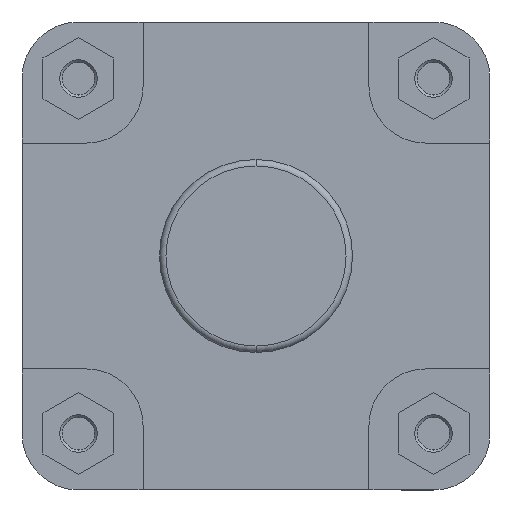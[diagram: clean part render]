
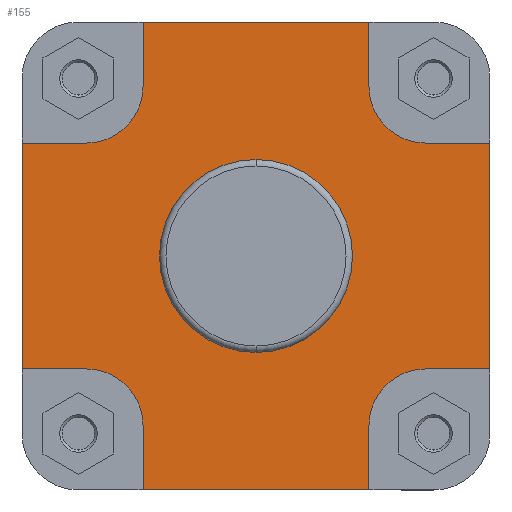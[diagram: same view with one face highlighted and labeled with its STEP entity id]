
A CAD part, left-side view. The second image highlights one B-rep face of the part: STEP entity #155.
In plain terms, the highlighted planar face has unit normal (-1, 0, 0).
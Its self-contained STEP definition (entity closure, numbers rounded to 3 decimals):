
#155 = ADVANCED_FACE ( 'NONE', ( #5505, #5510 ), #7105, .F. ) ;
#1211 = EDGE_CURVE ( 'NONE', #6168, #6161, #5827, .T. ) ;
#1412 = EDGE_CURVE ( 'NONE', #6161, #6168, #3775, .T. ) ;
#1480 = EDGE_CURVE ( 'NONE', #6138, #6145, #3890, .T. ) ;
#1500 = EDGE_CURVE ( 'NONE', #6145, #6109, #3919, .T. ) ;
#1509 = EDGE_CURVE ( 'NONE', #6109, #6116, #3927, .T. ) ;
#1557 = EDGE_CURVE ( 'NONE', #6128, #6115, #3991, .T. ) ;
#1565 = EDGE_CURVE ( 'NONE', #6118, #6116, #3990, .T. ) ;
#1589 = EDGE_CURVE ( 'NONE', #6138, #6115, #4049, .T. ) ;
#1591 = EDGE_CURVE ( 'NONE', #6124, #6129, #4053, .T. ) ;
#1592 = EDGE_CURVE ( 'NONE', #6129, #6119, #4025, .T. ) ;
#1609 = EDGE_CURVE ( 'NONE', #6146, #6135, #4072, .T. ) ;
#1610 = EDGE_CURVE ( 'NONE', #6120, #6146, #4084, .T. ) ;
#1611 = EDGE_CURVE ( 'NONE', #6140, #6120, #4088, .T. ) ;
#1636 = EDGE_CURVE ( 'NONE', #6119, #6136, #4132, .T. ) ;
#1637 = EDGE_CURVE ( 'NONE', #6136, #6128, #4135, .T. ) ;
#1639 = EDGE_CURVE ( 'NONE', #6118, #6141, #4134, .T. ) ;
#1640 = EDGE_CURVE ( 'NONE', #6135, #6124, #4140, .T. ) ;
#1641 = EDGE_CURVE ( 'NONE', #6141, #6140, #4142, .T. ) ;
#1823 = AXIS2_PLACEMENT_3D ( 'NONE', #7104, #7106, #7107 ) ;
#1943 = AXIS2_PLACEMENT_3D ( 'NONE', #2671, #2672, #2673 ) ;
#2012 = AXIS2_PLACEMENT_3D ( 'NONE', #3142, #3148, #3149 ) ;
#2038 = AXIS2_PLACEMENT_3D ( 'NONE', #3354, #3355, #3356 ) ;
#2091 = AXIS2_PLACEMENT_3D ( 'NONE', #4375, #4377, #4378 ) ;
#2096 = AXIS2_PLACEMENT_3D ( 'NONE', #4372, #4380, #4381 ) ;
#2097 = AXIS2_PLACEMENT_3D ( 'NONE', #4368, #4370, #4371 ) ;
#2166 = ORIENTED_EDGE ( 'NONE', *, *, #1557, .F. ) ;
#2171 = ORIENTED_EDGE ( 'NONE', *, *, #1611, .F. ) ;
#2188 = ORIENTED_EDGE ( 'NONE', *, *, #1640, .F. ) ;
#2207 = ORIENTED_EDGE ( 'NONE', *, *, #1637, .F. ) ;
#2257 = ORIENTED_EDGE ( 'NONE', *, *, #1609, .F. ) ;
#2262 = EDGE_LOOP ( 'NONE', ( #2280, #2432, #2328, #2313, #2266, #2166, #2207, #2283, #2264, #2341, #2188, #2257, #2265, #2171, #2438, #2317 ) ) ;
#2264 = ORIENTED_EDGE ( 'NONE', *, *, #1592, .F. ) ;
#2265 = ORIENTED_EDGE ( 'NONE', *, *, #1610, .F. ) ;
#2266 = ORIENTED_EDGE ( 'NONE', *, *, #1589, .T. ) ;
#2280 = ORIENTED_EDGE ( 'NONE', *, *, #1565, .T. ) ;
#2283 = ORIENTED_EDGE ( 'NONE', *, *, #1636, .F. ) ;
#2313 = ORIENTED_EDGE ( 'NONE', *, *, #1480, .F. ) ;
#2317 = ORIENTED_EDGE ( 'NONE', *, *, #1639, .F. ) ;
#2321 = ORIENTED_EDGE ( 'NONE', *, *, #1412, .F. ) ;
#2328 = ORIENTED_EDGE ( 'NONE', *, *, #1500, .F. ) ;
#2341 = ORIENTED_EDGE ( 'NONE', *, *, #1591, .F. ) ;
#2405 = ORIENTED_EDGE ( 'NONE', *, *, #1211, .F. ) ;
#2432 = ORIENTED_EDGE ( 'NONE', *, *, #1509, .F. ) ;
#2434 = EDGE_LOOP ( 'NONE', ( #2321, #2405 ) ) ;
#2438 = ORIENTED_EDGE ( 'NONE', *, *, #1641, .F. ) ;
#2671 = CARTESIAN_POINT ( 'NONE',  ( 46., 0., 0. ) ) ;
#2672 = DIRECTION ( 'NONE',  ( -1., 0., 0. ) ) ;
#2673 = DIRECTION ( 'NONE',  ( 0., 0., 1. ) ) ;
#3142 = CARTESIAN_POINT ( 'NONE',  ( 46., 0., 0. ) ) ;
#3148 = DIRECTION ( 'NONE',  ( -1., 0., 0. ) ) ;
#3149 = DIRECTION ( 'NONE',  ( 0., 0., 1. ) ) ;
#3302 = CARTESIAN_POINT ( 'NONE',  ( 46., -72.5, -35. ) ) ;
#3303 = DIRECTION ( 'NONE',  ( 0., 1., 0. ) ) ;
#3354 = CARTESIAN_POINT ( 'NONE',  ( 46., -52.5, -52.5 ) ) ;
#3355 = DIRECTION ( 'NONE',  ( -1., 0., 0. ) ) ;
#3356 = DIRECTION ( 'NONE',  ( 0., 0., -1. ) ) ;
#3372 = CARTESIAN_POINT ( 'NONE',  ( 46., -35., -52.5 ) ) ;
#3380 = DIRECTION ( 'NONE',  ( 0., 0., -1. ) ) ;
#3496 = CARTESIAN_POINT ( 'NONE',  ( 46., -52.5, 35. ) ) ;
#3511 = DIRECTION ( 'NONE',  ( 0., -1., 0. ) ) ;
#3542 = CARTESIAN_POINT ( 'NONE',  ( 46., -159.641, -72.5 ) ) ;
#3543 = DIRECTION ( 'NONE',  ( 0., -1., 0. ) ) ;
#3583 = CARTESIAN_POINT ( 'NONE',  ( 46., -159.641, 72.5 ) ) ;
#3597 = CARTESIAN_POINT ( 'NONE',  ( 46., -72.5, 0. ) ) ;
#3598 = DIRECTION ( 'NONE',  ( 0., 0., 1. ) ) ;
#3602 = CARTESIAN_POINT ( 'NONE',  ( 46., 35., 52.5 ) ) ;
#3603 = DIRECTION ( 'NONE',  ( 0., 0., 1. ) ) ;
#3605 = DIRECTION ( 'NONE',  ( 0., -1., 0. ) ) ;
#3775 = CIRCLE ( 'NONE', #2012, 29.9 ) ;
#3890 = LINE ( 'NONE', #3302, #3891 ) ;
#3891 = VECTOR ( 'NONE', #3303, 1000. ) ;
#3919 = CIRCLE ( 'NONE', #2038, 17.5 ) ;
#3927 = LINE ( 'NONE', #3372, #3929 ) ;
#3929 = VECTOR ( 'NONE', #3380, 1000. ) ;
#3990 = LINE ( 'NONE', #3542, #4008 ) ;
#3991 = LINE ( 'NONE', #3496, #3997 ) ;
#3997 = VECTOR ( 'NONE', #3511, 1000. ) ;
#4008 = VECTOR ( 'NONE', #3543, 1000. ) ;
#4025 = LINE ( 'NONE', #3583, #4055 ) ;
#4049 = LINE ( 'NONE', #3597, #4050 ) ;
#4050 = VECTOR ( 'NONE', #3598, 1000. ) ;
#4053 = LINE ( 'NONE', #3602, #4054 ) ;
#4054 = VECTOR ( 'NONE', #3603, 1000. ) ;
#4055 = VECTOR ( 'NONE', #3605, 1000. ) ;
#4068 = VECTOR ( 'NONE', #4308, 1000. ) ;
#4072 = LINE ( 'NONE', #4307, #4068 ) ;
#4084 = LINE ( 'NONE', #4296, #4086 ) ;
#4086 = VECTOR ( 'NONE', #4310, 1000. ) ;
#4088 = LINE ( 'NONE', #4311, #4089 ) ;
#4089 = VECTOR ( 'NONE', #4312, 1000. ) ;
#4127 = VECTOR ( 'NONE', #4369, 1000. ) ;
#4132 = LINE ( 'NONE', #4362, #4127 ) ;
#4134 = LINE ( 'NONE', #4365, #4136 ) ;
#4135 = CIRCLE ( 'NONE', #2097, 17.5 ) ;
#4136 = VECTOR ( 'NONE', #4376, 1000. ) ;
#4140 = CIRCLE ( 'NONE', #2091, 17.5 ) ;
#4142 = CIRCLE ( 'NONE', #2096, 17.5 ) ;
#4296 = CARTESIAN_POINT ( 'NONE',  ( 46., 72.5, 0. ) ) ;
#4307 = CARTESIAN_POINT ( 'NONE',  ( 46., 72.5, 35. ) ) ;
#4308 = DIRECTION ( 'NONE',  ( 0., -1., 0. ) ) ;
#4310 = DIRECTION ( 'NONE',  ( 0., 0., 1. ) ) ;
#4311 = CARTESIAN_POINT ( 'NONE',  ( 46., 52.5, -35. ) ) ;
#4312 = DIRECTION ( 'NONE',  ( 0., 1., 0. ) ) ;
#4362 = CARTESIAN_POINT ( 'NONE',  ( 46., -35., 72.5 ) ) ;
#4365 = CARTESIAN_POINT ( 'NONE',  ( 46., 35., -72.5 ) ) ;
#4368 = CARTESIAN_POINT ( 'NONE',  ( 46., -52.5, 52.5 ) ) ;
#4369 = DIRECTION ( 'NONE',  ( 0., 0., -1. ) ) ;
#4370 = DIRECTION ( 'NONE',  ( -1., 0., 0. ) ) ;
#4371 = DIRECTION ( 'NONE',  ( 0., 0., -1. ) ) ;
#4372 = CARTESIAN_POINT ( 'NONE',  ( 46., 52.5, -52.5 ) ) ;
#4375 = CARTESIAN_POINT ( 'NONE',  ( 46., 52.5, 52.5 ) ) ;
#4376 = DIRECTION ( 'NONE',  ( 0., 0., 1. ) ) ;
#4377 = DIRECTION ( 'NONE',  ( -1., 0., 0. ) ) ;
#4378 = DIRECTION ( 'NONE',  ( 0., 0., -1. ) ) ;
#4380 = DIRECTION ( 'NONE',  ( -1., 0., 0. ) ) ;
#4381 = DIRECTION ( 'NONE',  ( 0., 0., -1. ) ) ;
#4431 = CARTESIAN_POINT ( 'NONE',  ( 46., -35., -52.5 ) ) ;
#4443 = CARTESIAN_POINT ( 'NONE',  ( 46., -72.5, 35. ) ) ;
#4448 = CARTESIAN_POINT ( 'NONE',  ( 46., -35., -72.5 ) ) ;
#4450 = CARTESIAN_POINT ( 'NONE',  ( 46., 35., -72.5 ) ) ;
#4451 = CARTESIAN_POINT ( 'NONE',  ( 46., -35., 72.5 ) ) ;
#4452 = CARTESIAN_POINT ( 'NONE',  ( 46., 72.5, -35. ) ) ;
#4456 = CARTESIAN_POINT ( 'NONE',  ( 46., 35., 52.5 ) ) ;
#4460 = CARTESIAN_POINT ( 'NONE',  ( 46., -52.5, 35. ) ) ;
#4461 = CARTESIAN_POINT ( 'NONE',  ( 46., 35., 72.5 ) ) ;
#4467 = CARTESIAN_POINT ( 'NONE',  ( 46., 52.5, 35. ) ) ;
#4468 = CARTESIAN_POINT ( 'NONE',  ( 46., -35., 52.5 ) ) ;
#4470 = CARTESIAN_POINT ( 'NONE',  ( 46., -72.5, -35. ) ) ;
#4472 = CARTESIAN_POINT ( 'NONE',  ( 46., 52.5, -35. ) ) ;
#4473 = CARTESIAN_POINT ( 'NONE',  ( 46., 35., -52.5 ) ) ;
#4477 = CARTESIAN_POINT ( 'NONE',  ( 46., -52.5, -35. ) ) ;
#4478 = CARTESIAN_POINT ( 'NONE',  ( 46., 72.5, 35. ) ) ;
#4493 = CARTESIAN_POINT ( 'NONE',  ( 46., 0., 29.9 ) ) ;
#4500 = CARTESIAN_POINT ( 'NONE',  ( 46., 0., -29.9 ) ) ;
#5505 = FACE_BOUND ( 'NONE', #2434, .T. ) ;
#5510 = FACE_OUTER_BOUND ( 'NONE', #2262, .T. ) ;
#5827 = CIRCLE ( 'NONE', #1943, 29.9 ) ;
#6109 = VERTEX_POINT ( 'NONE', #4431 ) ;
#6115 = VERTEX_POINT ( 'NONE', #4443 ) ;
#6116 = VERTEX_POINT ( 'NONE', #4448 ) ;
#6118 = VERTEX_POINT ( 'NONE', #4450 ) ;
#6119 = VERTEX_POINT ( 'NONE', #4451 ) ;
#6120 = VERTEX_POINT ( 'NONE', #4452 ) ;
#6124 = VERTEX_POINT ( 'NONE', #4456 ) ;
#6128 = VERTEX_POINT ( 'NONE', #4460 ) ;
#6129 = VERTEX_POINT ( 'NONE', #4461 ) ;
#6135 = VERTEX_POINT ( 'NONE', #4467 ) ;
#6136 = VERTEX_POINT ( 'NONE', #4468 ) ;
#6138 = VERTEX_POINT ( 'NONE', #4470 ) ;
#6140 = VERTEX_POINT ( 'NONE', #4472 ) ;
#6141 = VERTEX_POINT ( 'NONE', #4473 ) ;
#6145 = VERTEX_POINT ( 'NONE', #4477 ) ;
#6146 = VERTEX_POINT ( 'NONE', #4478 ) ;
#6161 = VERTEX_POINT ( 'NONE', #4493 ) ;
#6168 = VERTEX_POINT ( 'NONE', #4500 ) ;
#7104 = CARTESIAN_POINT ( 'NONE',  ( 46., 29.9, 0. ) ) ;
#7105 = PLANE ( 'NONE',  #1823 ) ;
#7106 = DIRECTION ( 'NONE',  ( 1., 0., 0. ) ) ;
#7107 = DIRECTION ( 'NONE',  ( 0., 0., -1. ) ) ;
